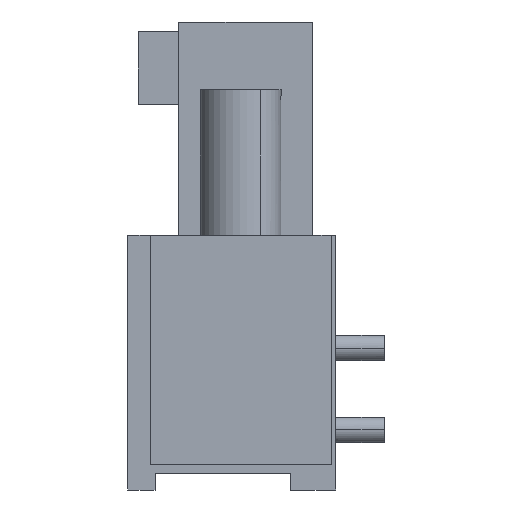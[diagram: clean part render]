
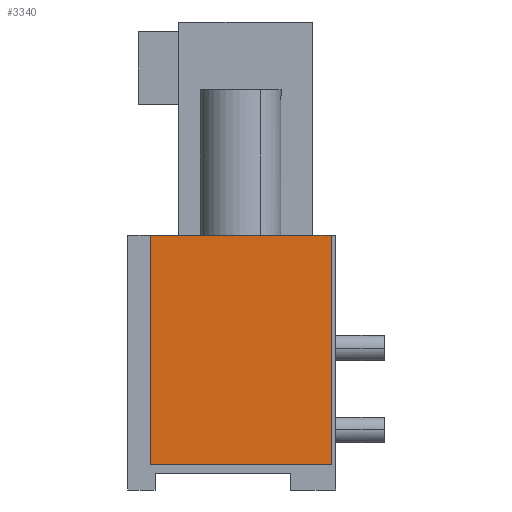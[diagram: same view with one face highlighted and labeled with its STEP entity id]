
A CAD part, left-side view. The second image highlights one B-rep face of the part: STEP entity #3340.
In plain terms, the highlighted planar face has unit normal (-1, 0, 0).
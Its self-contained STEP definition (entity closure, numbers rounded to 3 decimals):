
#717=CARTESIAN_POINT('Vertex',(0.,7.25,7.9)) ;
#720=CARTESIAN_POINT('Line Origine',(0.,4.45,7.9)) ;
#724=CARTESIAN_POINT('Vertex',(0.,1.65,7.9)) ;
#1377=CARTESIAN_POINT('Vertex',(0.,1.65,0.8)) ;
#1380=CARTESIAN_POINT('Line Origine',(0.,1.65,4.35)) ;
#1397=CARTESIAN_POINT('Line Origine',(0.,4.45,0.8)) ;
#1401=CARTESIAN_POINT('Vertex',(0.,7.25,0.8)) ;
#1439=CARTESIAN_POINT('Line Origine',(0.,7.25,4.35)) ;
#3329=CARTESIAN_POINT('Axis2P3D Location',(0.,7.25,7.9)) ;
#721=DIRECTION('Vector Direction',(0.,-1.,0.)) ;
#1381=DIRECTION('Vector Direction',(0.,0.,-1.)) ;
#1398=DIRECTION('Vector Direction',(0.,-1.,0.)) ;
#1440=DIRECTION('Vector Direction',(0.,0.,-1.)) ;
#3330=DIRECTION('Axis2P3D Direction',(1.,0.,0.)) ;
#3331=DIRECTION('Axis2P3D XDirection',(0.,-1.,0.)) ;
#3332=AXIS2_PLACEMENT_3D('Plane Axis2P3D',#3329,#3330,#3331) ;
#3335=ORIENTED_EDGE('',*,*,#1403,.T.) ;
#3336=ORIENTED_EDGE('',*,*,#1384,.F.) ;
#3337=ORIENTED_EDGE('',*,*,#726,.F.) ;
#3338=ORIENTED_EDGE('',*,*,#1443,.T.) ;
#722=VECTOR('Line Direction',#721,1.) ;
#1382=VECTOR('Line Direction',#1381,1.) ;
#1399=VECTOR('Line Direction',#1398,1.) ;
#1441=VECTOR('Line Direction',#1440,1.) ;
#3340=ADVANCED_FACE('HOUSING',(#3339),#3333,.F.) ;
#726=EDGE_CURVE('',#718,#725,#723,.T.) ;
#1384=EDGE_CURVE('',#725,#1378,#1383,.T.) ;
#1403=EDGE_CURVE('',#1402,#1378,#1400,.T.) ;
#1443=EDGE_CURVE('',#718,#1402,#1442,.T.) ;
#3334=EDGE_LOOP('',(#3335,#3336,#3337,#3338)) ;
#3339=FACE_OUTER_BOUND('',#3334,.T.) ;
#723=LINE('Line',#720,#722) ;
#1383=LINE('Line',#1380,#1382) ;
#1400=LINE('Line',#1397,#1399) ;
#1442=LINE('Line',#1439,#1441) ;
#3333=PLANE('',#3332) ;
#718=VERTEX_POINT('',#717) ;
#725=VERTEX_POINT('',#724) ;
#1378=VERTEX_POINT('',#1377) ;
#1402=VERTEX_POINT('',#1401) ;
